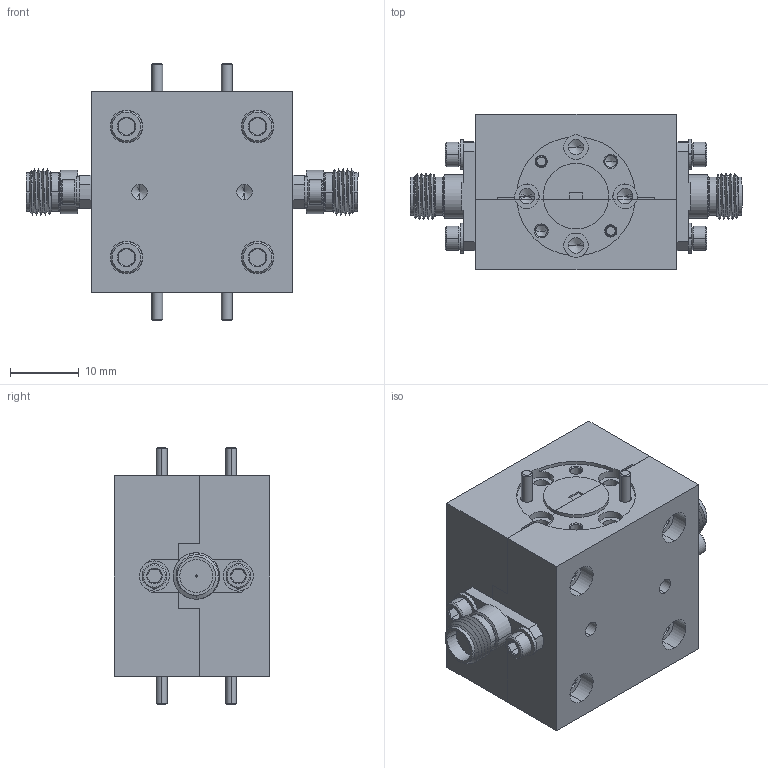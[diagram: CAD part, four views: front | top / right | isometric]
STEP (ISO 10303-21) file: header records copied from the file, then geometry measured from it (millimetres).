
FILE_DESCRIPTION (( 'STEP AP203' ), '1' );
FILE_NAME ('SFQ-11411415-0808SF-N1.STEP', '2021-11-01T23:06:58', ( '' ), ( '' ), 'SwSTEP 2.0', 'SolidWorks 2021', '' );
FILE_SCHEMA (( 'CONFIG_CONTROL_DESIGN' ));
Products named in the file (1): SFQ-11411415-0808SF-N1
Bounding box: 48.26 x 22.61 x 37.34 mm (x, y, z)
Volume: 19205.3 mm3; surface area: 13570.3 mm2
Topology: 30 solids, 30 shells, 1324 faces, 3450 edges, 2166 vertices
Faces by surface type: cylinder 698, plane 306, cone 284, bspline 32, torus 4
Entity records: 54893 total; most frequent: CARTESIAN_POINT 25377, ORIENTED_EDGE 6748, DIRECTION 5644, EDGE_CURVE 3374, VERTEX_POINT 2166, AXIS2_PLACEMENT_3D 2117, EDGE_LOOP 1414, LINE 1410
